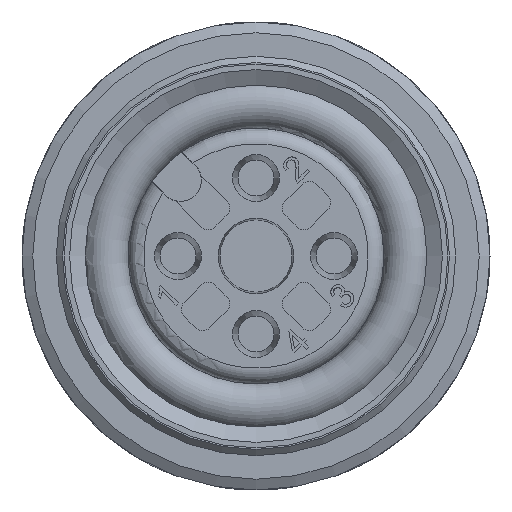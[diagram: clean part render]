
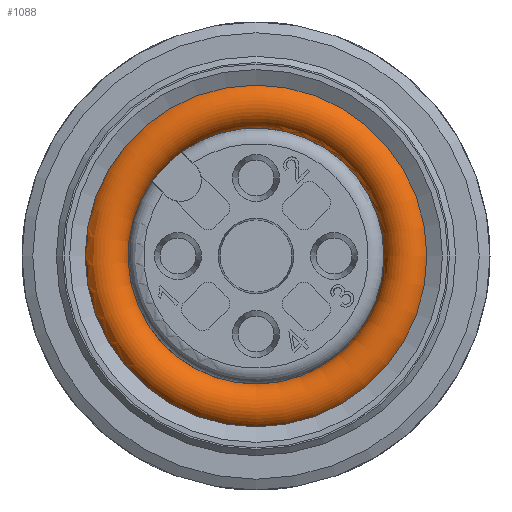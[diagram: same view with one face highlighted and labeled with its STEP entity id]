
A CAD part, left-side view. The second image highlights one B-rep face of the part: STEP entity #1088.
In plain terms, the highlighted toroidal (fillet/blend) face has major radius 4.845 mm and minor radius 0.75 mm.
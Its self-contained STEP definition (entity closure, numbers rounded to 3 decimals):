
#658=TOROIDAL_SURFACE('',#8232,4.845,0.75);
#671=FACE_BOUND('',#2225,.T.);
#672=FACE_BOUND('',#2226,.T.);
#831=CIRCLE('',#8227,4.277);
#833=CIRCLE('',#8230,5.475);
#834=CIRCLE('',#8231,4.1);
#1088=ADVANCED_FACE('',(#671,#672),#658,.T.);
#2225=EDGE_LOOP('',(#3164));
#2226=EDGE_LOOP('',(#3165,#3166,#3167,#3168));
#2834=B_SPLINE_CURVE_WITH_KNOTS('',3,(#10464,#10465,#10466,#10467,#10468,
#10469,#10470,#10471,#10472,#10473),.UNSPECIFIED.,.F.,.F.,(4,3,3,4),(0.,
0.278,0.682,1.),.UNSPECIFIED.);
#2836=B_SPLINE_CURVE_WITH_KNOTS('',3,(#10498,#10499,#10500,#10501,#10502,
#10503,#10504,#10505,#10506,#10507),.UNSPECIFIED.,.F.,.F.,(4,3,3,4),(0.,
0.346,0.722,1.),.UNSPECIFIED.);
#3164=ORIENTED_EDGE('',*,*,#6276,.T.);
#3165=ORIENTED_EDGE('',*,*,#6263,.T.);
#3166=ORIENTED_EDGE('',*,*,#6274,.T.);
#3167=ORIENTED_EDGE('',*,*,#6268,.T.);
#3168=ORIENTED_EDGE('',*,*,#6277,.F.);
#5500=VERTEX_POINT('',#10462);
#5502=VERTEX_POINT('',#10474);
#5506=VERTEX_POINT('',#10508);
#5507=VERTEX_POINT('',#10509);
#5512=VERTEX_POINT('',#10539);
#6263=EDGE_CURVE('',#5502,#5500,#2834,.T.);
#6268=EDGE_CURVE('',#5506,#5507,#2836,.T.);
#6274=EDGE_CURVE('',#5500,#5506,#831,.T.);
#6276=EDGE_CURVE('',#5512,#5512,#833,.T.);
#6277=EDGE_CURVE('',#5502,#5507,#834,.T.);
#8227=AXIS2_PLACEMENT_3D('',#10535,#8844,#8845);
#8230=AXIS2_PLACEMENT_3D('',#10538,#8850,#8851);
#8231=AXIS2_PLACEMENT_3D('',#10540,#8852,#8853);
#8232=AXIS2_PLACEMENT_3D('',#10541,#8854,#8855);
#8844=DIRECTION('',(1.,0.,0.));
#8845=DIRECTION('',(0.,0.,-1.));
#8850=DIRECTION('',(-1.,0.,0.));
#8851=DIRECTION('',(0.,0.,-1.));
#8852=DIRECTION('',(-1.,0.,0.));
#8853=DIRECTION('',(0.,0.,-1.));
#8854=DIRECTION('',(1.,0.,0.));
#8855=DIRECTION('',(0.,0.,-1.));
#10462=CARTESIAN_POINT('',(38.701,3.464,2.509));
#10464=CARTESIAN_POINT('',(38.125,3.337,2.382));
#10465=CARTESIAN_POINT('',(38.182,3.332,2.378));
#10466=CARTESIAN_POINT('',(38.24,3.332,2.378));
#10467=CARTESIAN_POINT('',(38.297,3.337,2.382));
#10468=CARTESIAN_POINT('',(38.38,3.344,2.389));
#10469=CARTESIAN_POINT('',(38.463,3.361,2.406));
#10470=CARTESIAN_POINT('',(38.537,3.387,2.432));
#10471=CARTESIAN_POINT('',(38.596,3.407,2.453));
#10472=CARTESIAN_POINT('',(38.652,3.433,2.479));
#10473=CARTESIAN_POINT('',(38.701,3.464,2.509));
#10474=CARTESIAN_POINT('',(38.125,3.337,2.382));
#10498=CARTESIAN_POINT('',(38.701,2.509,3.464));
#10499=CARTESIAN_POINT('',(38.647,2.476,3.431));
#10500=CARTESIAN_POINT('',(38.586,2.448,3.403));
#10501=CARTESIAN_POINT('',(38.522,2.427,3.382));
#10502=CARTESIAN_POINT('',(38.451,2.404,3.359));
#10503=CARTESIAN_POINT('',(38.375,2.389,3.343));
#10504=CARTESIAN_POINT('',(38.297,2.382,3.337));
#10505=CARTESIAN_POINT('',(38.24,2.378,3.332));
#10506=CARTESIAN_POINT('',(38.182,2.378,3.332));
#10507=CARTESIAN_POINT('',(38.125,2.382,3.337));
#10508=CARTESIAN_POINT('',(38.701,2.509,3.464));
#10509=CARTESIAN_POINT('',(38.125,2.382,3.337));
#10535=CARTESIAN_POINT('',(38.701,0.,0.));
#10538=CARTESIAN_POINT('',(37.804,0.,0.));
#10539=CARTESIAN_POINT('',(37.804,0.,-5.475));
#10540=CARTESIAN_POINT('',(38.125,0.,0.));
#10541=CARTESIAN_POINT('',(38.211,0.,0.));
